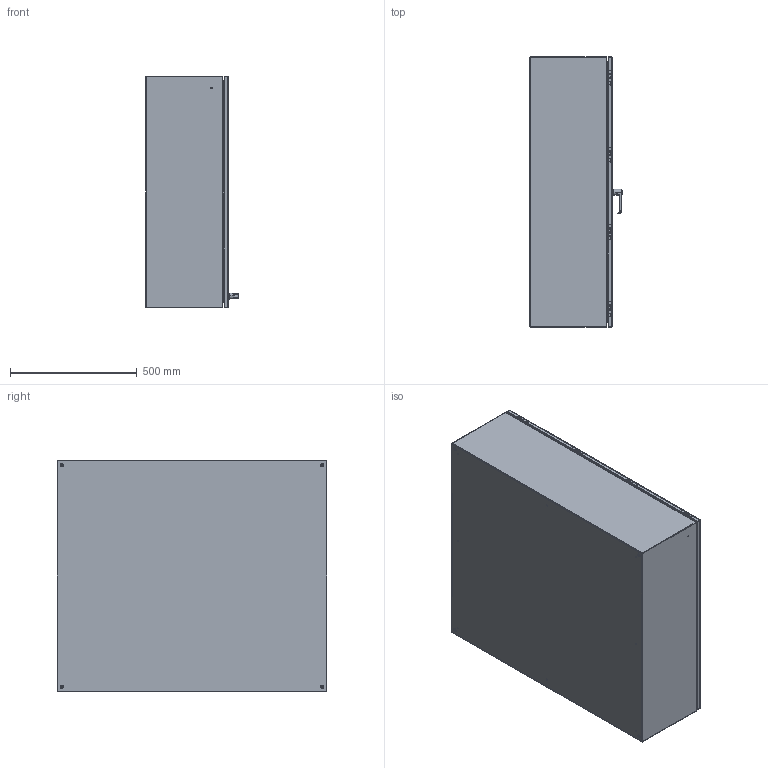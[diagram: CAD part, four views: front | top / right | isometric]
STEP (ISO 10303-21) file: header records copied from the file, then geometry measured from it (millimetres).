
FILE_DESCRIPTION (( 'STEP AP214' ), '1' );
FILE_NAME ('EN4SD423612LG.STEP', '2019-10-10T20:27:45', ( '' ), ( '' ), 'SwSTEP 2.0', 'SolidWorks 2018', '' );
FILE_SCHEMA (( 'AUTOMOTIVE_DESIGN' ));
Length unit declared in the file: inch
Products named in the file (1): EN4SD423612LG
Bounding box: 364.92 x 1066.8 x 914.4 mm (x, y, z)
Volume: 6700018.6 mm3; surface area: 7382337.6 mm2
Topology: 63 solids, 64 shells, 1719 faces, 4069 edges, 2536 vertices
Faces by surface type: plane 757, cylinder 632, bspline 235, torus 50, cone 45
Entity records: 110557 total; most frequent: CARTESIAN_POINT 49256, ORIENTED_EDGE 8070, DIRECTION 7615, EDGE_CURVE 4035, AXIS2_PLACEMENT_3D 2732, VERTEX_POINT 2536, LINE 2151, VECTOR 2151
